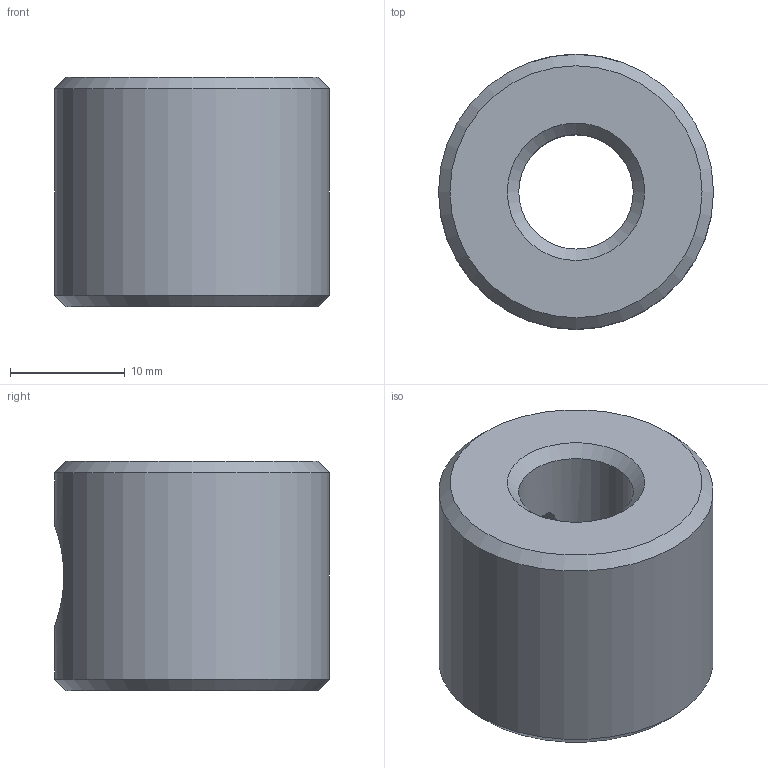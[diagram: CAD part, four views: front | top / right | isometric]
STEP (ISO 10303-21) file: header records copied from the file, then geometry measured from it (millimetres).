
FILE_DESCRIPTION(('STEP AP242'), '1');
FILE_NAME('Ãðóç íà âàë', '', ('UNSPECIFIED'), ('UNSPECIFIED'), 'C3D Converter', 'C3D Toolkit', '');
FILE_SCHEMA(('AP242_MANAGED_MODEL_BASED_3D_ENGINEERING_MIM_LF { 1 0 10303 442 1 1 4 }'));
Length unit declared in the file: millimetre
Bounding box: 24 x 24 x 20 mm (x, y, z)
Volume: 7078.3 mm3; surface area: 2928.7 mm2
Topology: 1 solids, 1 shells, 24 faces, 58 edges, 39 vertices
Faces by surface type: bspline 10, cylinder 8, cone 4, plane 2
Full cylindrical faces by diameter (mm): 10 x1, 24 x1
Entity records: 4791 total; most frequent: CARTESIAN_POINT 4121, ORIENTED_EDGE 98, DIRECTION 49, EDGE_CURVE 49, B_SPLINE_CURVE_WITH_KNOTS 39, EDGE_LOOP 37, VERTEX_POINT 36, COLOUR_RGB 26
